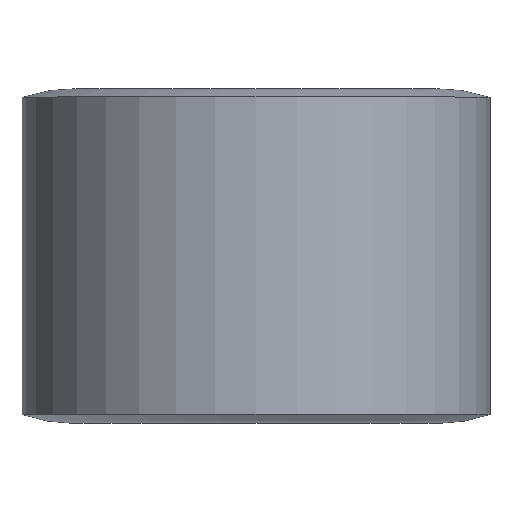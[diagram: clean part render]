
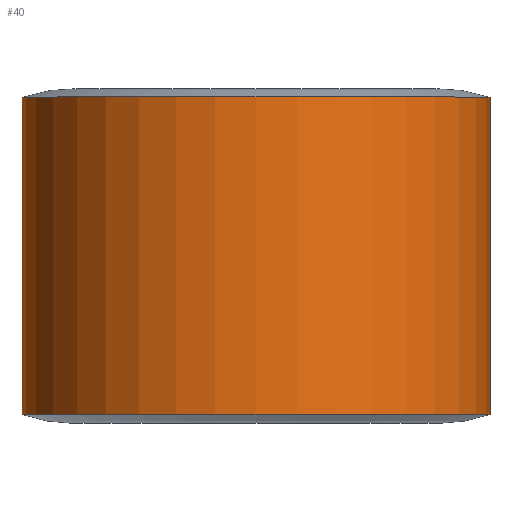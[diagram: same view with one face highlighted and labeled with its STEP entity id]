
A CAD part, top view. The second image highlights one B-rep face of the part: STEP entity #40.
In plain terms, the highlighted cylindrical face has radius 14 mm (diameter 28 mm), a full revolution.
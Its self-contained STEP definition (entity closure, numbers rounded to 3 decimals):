
#40 = ADVANCED_FACE( '', ( #81, #82 ), #83, .T. );
#81 = FACE_OUTER_BOUND( '', #120, .T. );
#82 = FACE_OUTER_BOUND( '', #121, .T. );
#83 = CYLINDRICAL_SURFACE( '', #122, 14. );
#120 = EDGE_LOOP( '', ( #161 ) );
#121 = EDGE_LOOP( '', ( #162 ) );
#122 = AXIS2_PLACEMENT_3D( '', #163, #164, #165 );
#161 = ORIENTED_EDGE( '', *, *, #189, .F. );
#162 = ORIENTED_EDGE( '', *, *, #196, .T. );
#163 = CARTESIAN_POINT( '', ( 0., 0., 0. ) );
#164 = DIRECTION( '', ( 0., 1., 0. ) );
#165 = DIRECTION( '', ( 0., 0., -1. ) );
#189 = EDGE_CURVE( '', #208, #208, #209, .T. );
#196 = EDGE_CURVE( '', #219, #219, #220, .T. );
#208 = VERTEX_POINT( '', #232 );
#209 = CIRCLE( '', #233, 14. );
#219 = VERTEX_POINT( '', #243 );
#220 = CIRCLE( '', #244, 14. );
#232 = CARTESIAN_POINT( '', ( 0., -9.5, -14. ) );
#233 = AXIS2_PLACEMENT_3D( '', #257, #258, #259 );
#243 = CARTESIAN_POINT( '', ( 0., 9.5, -14. ) );
#244 = AXIS2_PLACEMENT_3D( '', #269, #270, #271 );
#257 = CARTESIAN_POINT( '', ( 0., -9.5, 0. ) );
#258 = DIRECTION( '', ( 0., -1., 0. ) );
#259 = DIRECTION( '', ( 0., 0., -1. ) );
#269 = CARTESIAN_POINT( '', ( 0., 9.5, 0. ) );
#270 = DIRECTION( '', ( 0., -1., 0. ) );
#271 = DIRECTION( '', ( 0., 0., -1. ) );
